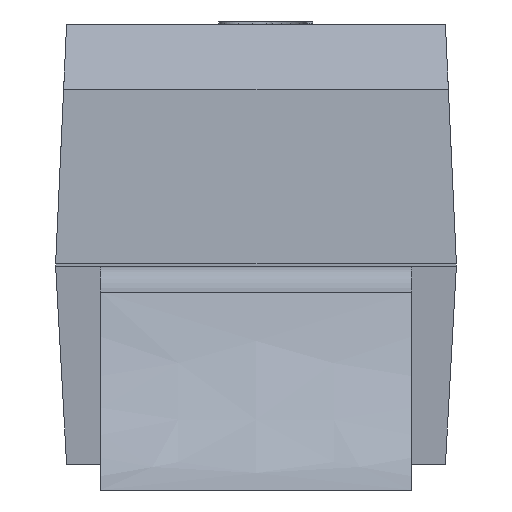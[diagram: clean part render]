
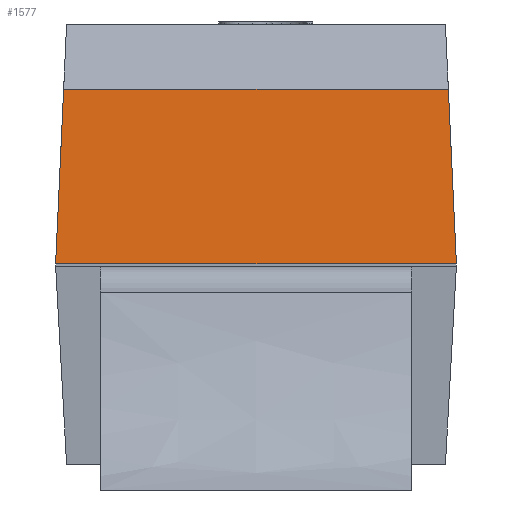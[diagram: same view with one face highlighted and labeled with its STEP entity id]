
A CAD part, left-side view. The second image highlights one B-rep face of the part: STEP entity #1577.
In plain terms, the highlighted planar face has unit normal (-0.999, 0, 0.046).
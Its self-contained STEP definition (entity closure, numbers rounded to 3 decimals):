
#1577=ADVANCED_FACE('',(#2914),#2916,.F.);
#2914=FACE_BOUND('',#2915,.T.);
#2915=EDGE_LOOP('',(#5101,#5102,#5103,#5104));
#2916=PLANE('',#2917);
#2917=AXIS2_PLACEMENT_3D('',#2918,#2919,#2920);
#2918=CARTESIAN_POINT('',(-1.479,-0.775,1.338));
#2919=DIRECTION('',(0.999,0.,-0.046));
#2920=DIRECTION('',(0.,1.,0.));
#5101=ORIENTED_EDGE('',*,*,#6681,.T.);
#5102=ORIENTED_EDGE('',*,*,#6680,.F.);
#5103=ORIENTED_EDGE('',*,*,#6682,.F.);
#5104=ORIENTED_EDGE('',*,*,#6672,.T.);
#6672=EDGE_CURVE('',#7775,#7776,#7777,.T.);
#6680=EDGE_CURVE('',#7787,#7785,#7789,.T.);
#6681=EDGE_CURVE('',#7776,#7785,#7790,.T.);
#6682=EDGE_CURVE('',#7775,#7787,#7791,.T.);
#7775=VERTEX_POINT('',#9940);
#7776=VERTEX_POINT('',#9941);
#7777=LINE('',#9942,#9943);
#7785=VERTEX_POINT('',#9962);
#7787=VERTEX_POINT('',#9966);
#7789=LINE('',#9970,#9971);
#7790=LINE('',#9973,#9974);
#7791=LINE('',#9976,#9977);
#9940=CARTESIAN_POINT('',(-1.5,-0.775,0.875));
#9941=CARTESIAN_POINT('',(-1.469,-0.744,1.55));
#9942=CARTESIAN_POINT('',(-1.5,-0.775,0.875));
#9943=VECTOR('',#9944,1.);
#9944=DIRECTION('',(0.046,0.046,0.998));
#9962=CARTESIAN_POINT('',(-1.469,0.744,1.55));
#9966=CARTESIAN_POINT('',(-1.5,0.775,0.875));
#9970=CARTESIAN_POINT('',(-1.5,0.775,0.875));
#9971=VECTOR('',#9972,1.);
#9972=DIRECTION('',(0.046,-0.046,0.998));
#9973=CARTESIAN_POINT('',(-1.469,-0.744,1.55));
#9974=VECTOR('',#9975,1.);
#9975=DIRECTION('',(0.,1.,0.));
#9976=CARTESIAN_POINT('',(-1.5,-0.775,0.875));
#9977=VECTOR('',#9978,1.);
#9978=DIRECTION('',(0.,1.,0.));
